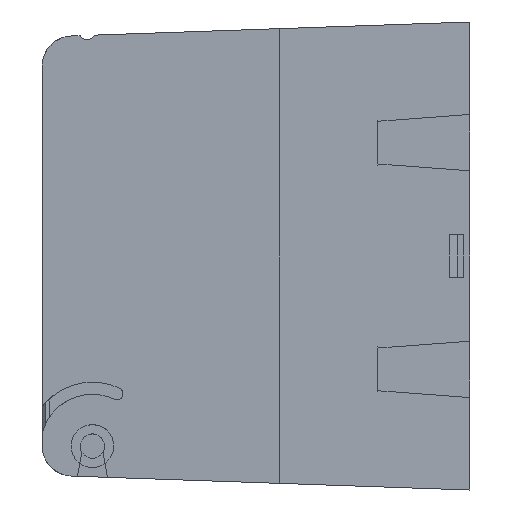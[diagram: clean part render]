
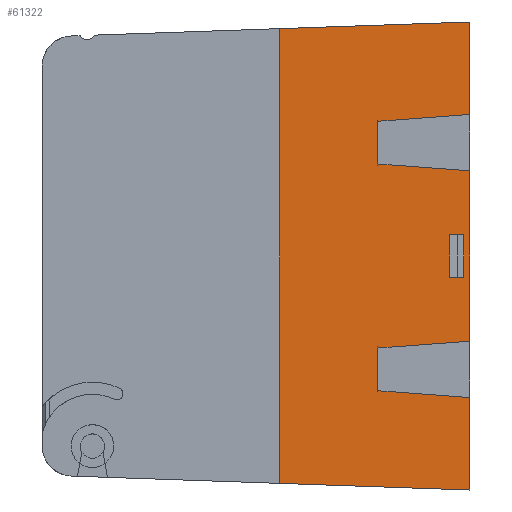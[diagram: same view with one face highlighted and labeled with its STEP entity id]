
A CAD part, left-side view. The second image highlights one B-rep face of the part: STEP entity #61322.
In plain terms, the highlighted planar face has unit normal (-1, 0, 0).
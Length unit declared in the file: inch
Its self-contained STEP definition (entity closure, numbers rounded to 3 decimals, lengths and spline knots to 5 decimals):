
#528 = ORIENTED_EDGE ( 'NONE', *, *, #47345, .F. ) ;
#1410 = VERTEX_POINT ( 'NONE', #98186 ) ;
#1671 = VECTOR ( 'NONE', #42297, 39.37008 ) ;
#2234 = ORIENTED_EDGE ( 'NONE', *, *, #86491, .F. ) ;
#2282 = EDGE_CURVE ( 'NONE', #68165, #78497, #30943, .T. ) ;
#2810 = CARTESIAN_POINT ( 'NONE',  ( -2.325, 0., -1.53756 ) ) ;
#3370 = VERTEX_POINT ( 'NONE', #2810 ) ;
#5778 = EDGE_CURVE ( 'NONE', #48102, #31624, #99957, .T. ) ;
#6383 = VERTEX_POINT ( 'NONE', #85674 ) ;
#8632 = EDGE_CURVE ( 'NONE', #101938, #25966, #18863, .T. ) ;
#10365 = LINE ( 'NONE', #55929, #28852 ) ;
#12158 = EDGE_CURVE ( 'NONE', #1410, #68165, #22253, .T. ) ;
#14306 = DIRECTION ( 'NONE',  ( 0., 0., 1. ) ) ;
#15892 = FACE_BOUND ( 'NONE', #75898, .T. ) ;
#16617 = DIRECTION ( 'NONE',  ( 0., -1., 0. ) ) ;
#18115 = DIRECTION ( 'NONE',  ( 0., -0.997, -0.074 ) ) ;
#18510 = CARTESIAN_POINT ( 'NONE',  ( -2.325, 0., -0.56 ) ) ;
#18863 = LINE ( 'NONE', #66181, #79419 ) ;
#19098 = ORIENTED_EDGE ( 'NONE', *, *, #79434, .F. ) ;
#22189 = CARTESIAN_POINT ( 'NONE',  ( -2.325, 0.62245, -0.88387 ) ) ;
#22253 = LINE ( 'NONE', #54108, #61809 ) ;
#23459 = EDGE_CURVE ( 'NONE', #51062, #91831, #37972, .T. ) ;
#23796 = CARTESIAN_POINT ( 'NONE',  ( -2.325, 0., 0.93 ) ) ;
#25144 = LINE ( 'NONE', #18510, #1671 ) ;
#25339 = CARTESIAN_POINT ( 'NONE',  ( -2.325, 0., 0.93 ) ) ;
#25709 = DIRECTION ( 'NONE',  ( 0., 0.999, 0.035 ) ) ;
#25966 = VERTEX_POINT ( 'NONE', #35184 ) ;
#26995 = VECTOR ( 'NONE', #14306, 39.37008 ) ;
#27757 = LINE ( 'NONE', #45171, #48716 ) ;
#28706 = CARTESIAN_POINT ( 'NONE',  ( -2.325, 0.133, 0.14 ) ) ;
#28852 = VECTOR ( 'NONE', #32488, 39.37008 ) ;
#29049 = EDGE_CURVE ( 'NONE', #6383, #52232, #38077, .T. ) ;
#30172 = CARTESIAN_POINT ( 'NONE',  ( -2.325, 0.604, 0.56 ) ) ;
#30943 = LINE ( 'NONE', #64268, #49469 ) ;
#31154 = VECTOR ( 'NONE', #100829, 39.37008 ) ;
#31624 = VERTEX_POINT ( 'NONE', #32850 ) ;
#31978 = DIRECTION ( 'NONE',  ( 0., 0., 1. ) ) ;
#32488 = DIRECTION ( 'NONE',  ( 0., 0., -1. ) ) ;
#32850 = CARTESIAN_POINT ( 'NONE',  ( -2.325, 1.25, 1.49391 ) ) ;
#33344 = DIRECTION ( 'NONE',  ( 0., -0.997, 0.074 ) ) ;
#33833 = ORIENTED_EDGE ( 'NONE', *, *, #8632, .F. ) ;
#34071 = LINE ( 'NONE', #41225, #96969 ) ;
#35184 = CARTESIAN_POINT ( 'NONE',  ( -2.325, 0., -0.56 ) ) ;
#35589 = CARTESIAN_POINT ( 'NONE',  ( -2.325, 0.604, -0.88523 ) ) ;
#35592 = VECTOR ( 'NONE', #33344, 39.37008 ) ;
#35838 = CARTESIAN_POINT ( 'NONE',  ( -2.325, 0.04, -0.14 ) ) ;
#36635 = VECTOR ( 'NONE', #39881, 39.37008 ) ;
#37972 = LINE ( 'NONE', #22189, #56458 ) ;
#38077 = LINE ( 'NONE', #25339, #35592 ) ;
#38589 = DIRECTION ( 'NONE',  ( 0., 0., 1. ) ) ;
#38972 = CARTESIAN_POINT ( 'NONE',  ( -2.325, 0.594, -0.5 ) ) ;
#39523 = VECTOR ( 'NONE', #59261, 39.37008 ) ;
#39881 = DIRECTION ( 'NONE',  ( 0., 0., -1. ) ) ;
#40441 = EDGE_CURVE ( 'NONE', #79634, #25966, #25144, .T. ) ;
#41225 = CARTESIAN_POINT ( 'NONE',  ( -2.325, 1.1485, -1.49745 ) ) ;
#41576 = VERTEX_POINT ( 'NONE', #48113 ) ;
#42104 = ORIENTED_EDGE ( 'NONE', *, *, #45226, .T. ) ;
#42297 = DIRECTION ( 'NONE',  ( 0., -0.997, 0.074 ) ) ;
#43143 = CARTESIAN_POINT ( 'NONE',  ( -2.325, 1.25, -0.5 ) ) ;
#45171 = CARTESIAN_POINT ( 'NONE',  ( -2.325, 0.604, -0.56 ) ) ;
#45226 = EDGE_CURVE ( 'NONE', #51062, #79634, #27757, .T. ) ;
#46192 = LINE ( 'NONE', #89167, #88187 ) ;
#46853 = DIRECTION ( 'NONE',  ( 0., 0., 1. ) ) ;
#47345 = EDGE_CURVE ( 'NONE', #91831, #3370, #10365, .T. ) ;
#47964 = LINE ( 'NONE', #30172, #26995 ) ;
#48102 = VERTEX_POINT ( 'NONE', #91367 ) ;
#48113 = CARTESIAN_POINT ( 'NONE',  ( -2.325, 1.25, -1.49391 ) ) ;
#48716 = VECTOR ( 'NONE', #69021, 39.37008 ) ;
#49469 = VECTOR ( 'NONE', #16617, 39.37008 ) ;
#49517 = VECTOR ( 'NONE', #52042, 39.37008 ) ;
#49622 = EDGE_CURVE ( 'NONE', #67517, #6383, #47964, .T. ) ;
#51062 = VERTEX_POINT ( 'NONE', #35589 ) ;
#52042 = DIRECTION ( 'NONE',  ( 0., 0., 1. ) ) ;
#52073 = LINE ( 'NONE', #77460, #31154 ) ;
#52232 = VERTEX_POINT ( 'NONE', #23796 ) ;
#53158 = AXIS2_PLACEMENT_3D ( 'NONE', #38972, #94059, #46853 ) ;
#54108 = CARTESIAN_POINT ( 'NONE',  ( -2.325, 0.133, -0.14 ) ) ;
#55154 = EDGE_LOOP ( 'NONE', ( #56124, #33833, #19098, #86926, #64082, #2234, #82135, #79488, #98194, #528, #95006, #42104 ) ) ;
#55929 = CARTESIAN_POINT ( 'NONE',  ( -2.325, 0., 1.4375 ) ) ;
#56124 = ORIENTED_EDGE ( 'NONE', *, *, #40441, .T. ) ;
#56458 = VECTOR ( 'NONE', #101505, 39.37008 ) ;
#57153 = ORIENTED_EDGE ( 'NONE', *, *, #12158, .T. ) ;
#57516 = LINE ( 'NONE', #78596, #96989 ) ;
#57857 = EDGE_CURVE ( 'NONE', #94487, #78497, #57516, .T. ) ;
#57946 = FACE_OUTER_BOUND ( 'NONE', #55154, .T. ) ;
#59261 = DIRECTION ( 'NONE',  ( 0., 0.999, -0.035 ) ) ;
#61001 = ORIENTED_EDGE ( 'NONE', *, *, #65096, .F. ) ;
#61322 = ADVANCED_FACE ( 'NONE', ( #57946, #15892 ), #85882, .T. ) ;
#61809 = VECTOR ( 'NONE', #38589, 39.37008 ) ;
#63299 = CARTESIAN_POINT ( 'NONE',  ( -2.325, 0., 1.4375 ) ) ;
#64082 = ORIENTED_EDGE ( 'NONE', *, *, #29049, .T. ) ;
#64268 = CARTESIAN_POINT ( 'NONE',  ( -2.325, 0.133, 0.14 ) ) ;
#65096 = EDGE_CURVE ( 'NONE', #1410, #94487, #52073, .T. ) ;
#66181 = CARTESIAN_POINT ( 'NONE',  ( -2.325, 0., 1.4375 ) ) ;
#67517 = VERTEX_POINT ( 'NONE', #89240 ) ;
#67936 = EDGE_CURVE ( 'NONE', #3370, #41576, #34071, .T. ) ;
#68165 = VERTEX_POINT ( 'NONE', #28706 ) ;
#69021 = DIRECTION ( 'NONE',  ( 0., 0., 1. ) ) ;
#75151 = ORIENTED_EDGE ( 'NONE', *, *, #57857, .F. ) ;
#75664 = ORIENTED_EDGE ( 'NONE', *, *, #2282, .T. ) ;
#75898 = EDGE_LOOP ( 'NONE', ( #75151, #61001, #57153, #75664 ) ) ;
#76554 = EDGE_CURVE ( 'NONE', #41576, #31624, #91430, .T. ) ;
#77460 = CARTESIAN_POINT ( 'NONE',  ( -2.325, 0.133, -0.14 ) ) ;
#78497 = VERTEX_POINT ( 'NONE', #92581 ) ;
#78596 = CARTESIAN_POINT ( 'NONE',  ( -2.325, 0.04, -0.14 ) ) ;
#79419 = VECTOR ( 'NONE', #82427, 39.37008 ) ;
#79434 = EDGE_CURVE ( 'NONE', #67517, #101938, #46192, .T. ) ;
#79488 = ORIENTED_EDGE ( 'NONE', *, *, #76554, .F. ) ;
#79634 = VERTEX_POINT ( 'NONE', #91493 ) ;
#80760 = CARTESIAN_POINT ( 'NONE',  ( -2.325, 0., -0.93 ) ) ;
#82135 = ORIENTED_EDGE ( 'NONE', *, *, #5778, .T. ) ;
#82427 = DIRECTION ( 'NONE',  ( 0., 0., -1. ) ) ;
#85674 = CARTESIAN_POINT ( 'NONE',  ( -2.325, 0.604, 0.88523 ) ) ;
#85882 = PLANE ( 'NONE',  #53158 ) ;
#86491 = EDGE_CURVE ( 'NONE', #48102, #52232, #99513, .T. ) ;
#86926 = ORIENTED_EDGE ( 'NONE', *, *, #49622, .T. ) ;
#88187 = VECTOR ( 'NONE', #18115, 39.37008 ) ;
#89167 = CARTESIAN_POINT ( 'NONE',  ( -2.325, 0.51262, 0.59799 ) ) ;
#89240 = CARTESIAN_POINT ( 'NONE',  ( -2.325, 0.604, 0.60477 ) ) ;
#91367 = CARTESIAN_POINT ( 'NONE',  ( -2.325, 0., 1.53756 ) ) ;
#91430 = LINE ( 'NONE', #43143, #49517 ) ;
#91493 = CARTESIAN_POINT ( 'NONE',  ( -2.325, 0.604, -0.60477 ) ) ;
#91831 = VERTEX_POINT ( 'NONE', #80760 ) ;
#92581 = CARTESIAN_POINT ( 'NONE',  ( -2.325, 0.04, 0.14 ) ) ;
#94059 = DIRECTION ( 'NONE',  ( -1., 0., 0. ) ) ;
#94487 = VERTEX_POINT ( 'NONE', #35838 ) ;
#95006 = ORIENTED_EDGE ( 'NONE', *, *, #23459, .F. ) ;
#96446 = CARTESIAN_POINT ( 'NONE',  ( -2.325, 0., 0.56 ) ) ;
#96969 = VECTOR ( 'NONE', #25709, 39.37008 ) ;
#96989 = VECTOR ( 'NONE', #31978, 39.37008 ) ;
#98186 = CARTESIAN_POINT ( 'NONE',  ( -2.325, 0.133, -0.14 ) ) ;
#98194 = ORIENTED_EDGE ( 'NONE', *, *, #67936, .F. ) ;
#98536 = CARTESIAN_POINT ( 'NONE',  ( -2.325, 1.1485, 1.49745 ) ) ;
#99513 = LINE ( 'NONE', #63299, #36635 ) ;
#99957 = LINE ( 'NONE', #98536, #39523 ) ;
#100829 = DIRECTION ( 'NONE',  ( 0., -1., 0. ) ) ;
#101505 = DIRECTION ( 'NONE',  ( 0., -0.997, -0.074 ) ) ;
#101938 = VERTEX_POINT ( 'NONE', #96446 ) ;
